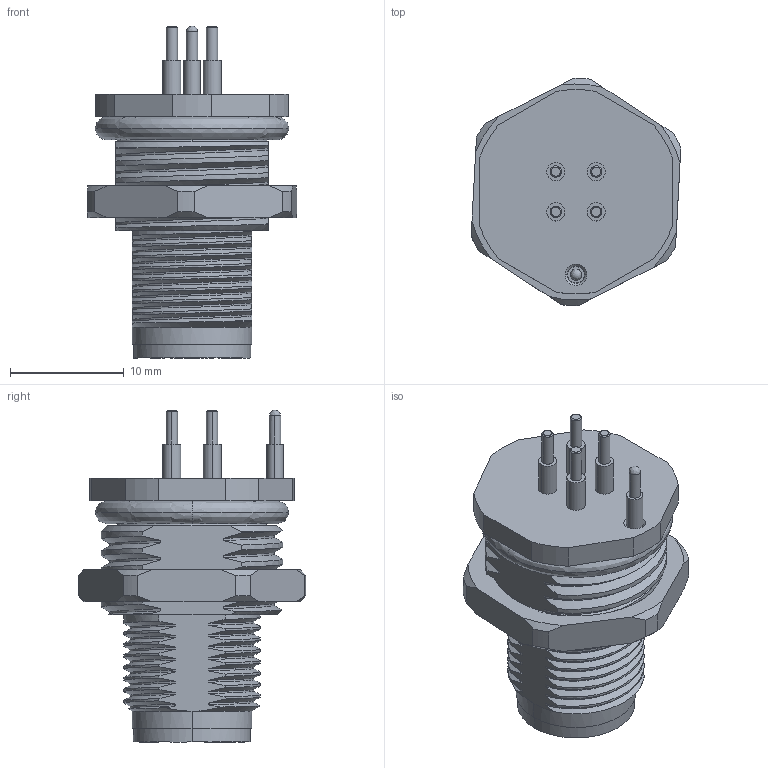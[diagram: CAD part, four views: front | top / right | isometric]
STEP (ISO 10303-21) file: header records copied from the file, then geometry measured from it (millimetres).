
FILE_DESCRIPTION (( 'STEP AP203' ), '1' );
FILE_NAME ('FCF4M12-SA04PSDS-00.STEP', '2025-05-23T09:27:37', ( '' ), ( '' ), 'SwSTEP 2.0', 'SolidWorks 2021', '' );
FILE_SCHEMA (( 'CONFIG_CONTROL_DESIGN' ));
Length unit declared in the file: millimetre
Products named in the file (1): FCF4M12-SA04PSDS-00
Bounding box: 18.44 x 20 x 29.2 mm (x, y, z)
Volume: 3175.6 mm3; surface area: 3925.2 mm2
Topology: 3 solids, 8 shells, 307 faces, 852 edges, 558 vertices
Faces by surface type: bspline 106, cylinder 102, plane 54, cone 45
Entity records: 32589 total; most frequent: CARTESIAN_POINT 25947, ORIENTED_EDGE 1684, DIRECTION 856, EDGE_CURVE 842, VERTEX_POINT 558, B_SPLINE_CURVE_WITH_KNOTS 534, AXIS2_PLACEMENT_3D 350, EDGE_LOOP 332
